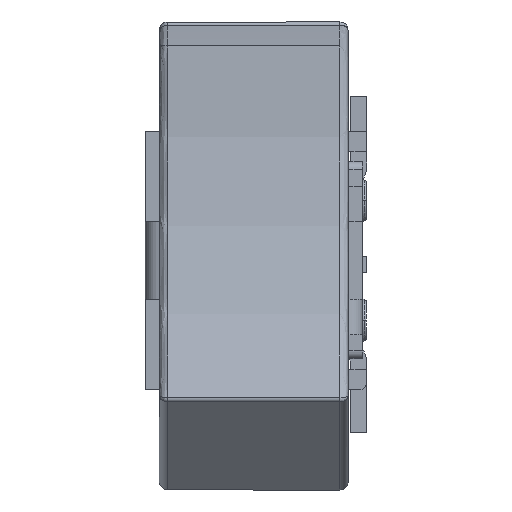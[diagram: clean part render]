
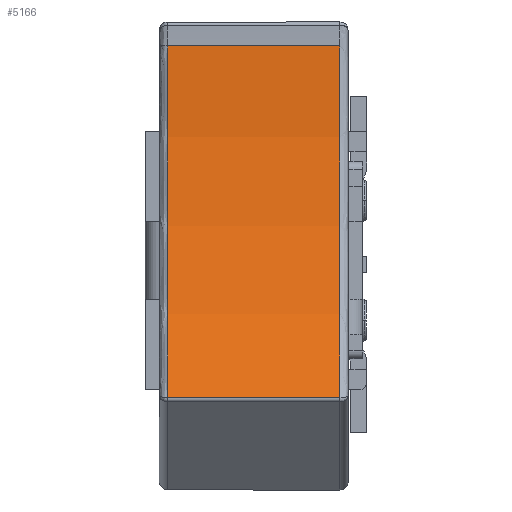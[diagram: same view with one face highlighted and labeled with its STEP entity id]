
A CAD part, left-side view. The second image highlights one B-rep face of the part: STEP entity #5166.
In plain terms, the highlighted cylindrical face has radius 24.375 mm (diameter 48.75 mm), a partial arc.
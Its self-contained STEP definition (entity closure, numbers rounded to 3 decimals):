
#120 = VERTEX_POINT ( 'NONE', #1091 ) ;
#525 = DIRECTION ( 'NONE',  ( 1., 0., 0. ) ) ;
#991 = DIRECTION ( 'NONE',  ( 0., 0., -1. ) ) ;
#1091 = CARTESIAN_POINT ( 'NONE',  ( -15.977, 4.241, 0.18 ) ) ;
#1357 = DIRECTION ( 'NONE',  ( 0., 0., 1. ) ) ;
#1559 = LINE ( 'NONE', #4637, #3989 ) ;
#1565 = EDGE_CURVE ( 'NONE', #3892, #10896, #7530, .T. ) ;
#2501 = DIRECTION ( 'NONE',  ( 0., 0., 1. ) ) ;
#2514 = VERTEX_POINT ( 'NONE', #10436 ) ;
#2840 = FACE_OUTER_BOUND ( 'NONE', #6608, .T. ) ;
#3207 = DIRECTION ( 'NONE',  ( 0., 0., 1. ) ) ;
#3729 = AXIS2_PLACEMENT_3D ( 'NONE', #9156, #3207, #525 ) ;
#3892 = VERTEX_POINT ( 'NONE', #9027 ) ;
#3989 = VECTOR ( 'NONE', #1357, 1000. ) ;
#4365 = CARTESIAN_POINT ( 'NONE',  ( -37.79, -6.637, 0.18 ) ) ;
#4637 = CARTESIAN_POINT ( 'NONE',  ( -15.977, 4.241, -0.087 ) ) ;
#5166 = ADVANCED_FACE ( 'NONE', ( #2840 ), #9004, .F. ) ;
#5466 = ORIENTED_EDGE ( 'NONE', *, *, #1565, .T. ) ;
#5484 = ORIENTED_EDGE ( 'NONE', *, *, #8649, .F. ) ;
#6063 = ORIENTED_EDGE ( 'NONE', *, *, #8270, .F. ) ;
#6227 = CIRCLE ( 'NONE', #7034, 24.375 ) ;
#6359 = DIRECTION ( 'NONE',  ( 1., 0., 0. ) ) ;
#6552 = EDGE_CURVE ( 'NONE', #120, #2514, #1559, .T. ) ;
#6608 = EDGE_LOOP ( 'NONE', ( #5484, #5466, #6063, #9671 ) ) ;
#7034 = AXIS2_PLACEMENT_3D ( 'NONE', #10420, #991, #6359 ) ;
#7122 = DIRECTION ( 'NONE',  ( 0., 0., 1. ) ) ;
#7530 = LINE ( 'NONE', #7909, #9666 ) ;
#7909 = CARTESIAN_POINT ( 'NONE',  ( -13.415, -6.637, -0.087 ) ) ;
#8270 = EDGE_CURVE ( 'NONE', #2514, #10896, #6227, .T. ) ;
#8636 = DIRECTION ( 'NONE',  ( -1., 0., 0. ) ) ;
#8649 = EDGE_CURVE ( 'NONE', #3892, #120, #9157, .T. ) ;
#9004 = CYLINDRICAL_SURFACE ( 'NONE', #3729, 24.375 ) ;
#9027 = CARTESIAN_POINT ( 'NONE',  ( -13.415, -6.637, 0.18 ) ) ;
#9156 = CARTESIAN_POINT ( 'NONE',  ( -37.79, -6.637, -0.087 ) ) ;
#9157 = CIRCLE ( 'NONE', #10828, 24.375 ) ;
#9666 = VECTOR ( 'NONE', #7122, 1000. ) ;
#9671 = ORIENTED_EDGE ( 'NONE', *, *, #6552, .F. ) ;
#10420 = CARTESIAN_POINT ( 'NONE',  ( -37.79, -6.637, 5.52 ) ) ;
#10436 = CARTESIAN_POINT ( 'NONE',  ( -15.977, 4.241, 5.52 ) ) ;
#10828 = AXIS2_PLACEMENT_3D ( 'NONE', #4365, #2501, #8636 ) ;
#10896 = VERTEX_POINT ( 'NONE', #11033 ) ;
#11033 = CARTESIAN_POINT ( 'NONE',  ( -13.415, -6.637, 5.52 ) ) ;
